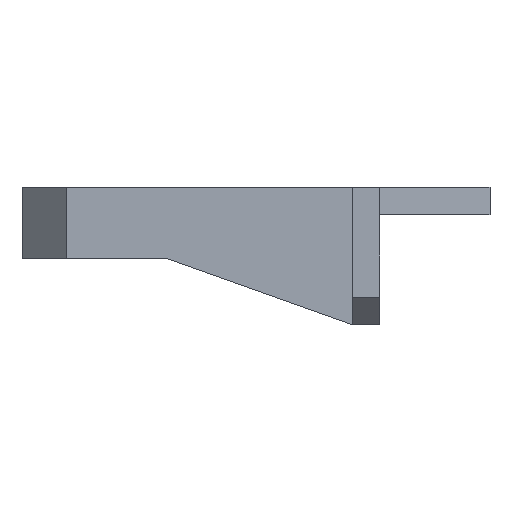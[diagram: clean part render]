
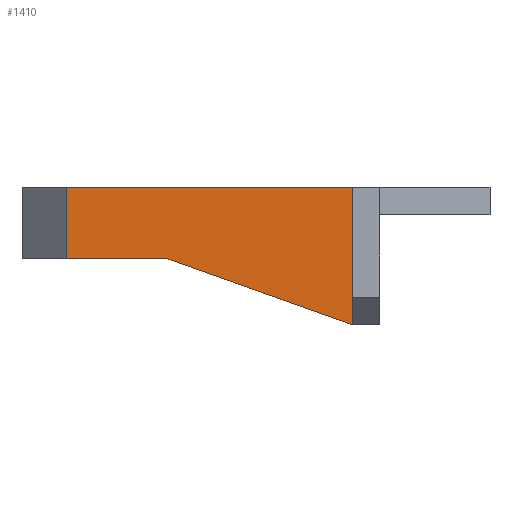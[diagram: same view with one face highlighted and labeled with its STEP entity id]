
A CAD part, front view. The second image highlights one B-rep face of the part: STEP entity #1410.
In plain terms, the highlighted planar face has unit normal (0, -1, 0).
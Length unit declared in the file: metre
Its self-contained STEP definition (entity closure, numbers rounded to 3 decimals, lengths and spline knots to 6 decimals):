
#73=LINE('',#2116,#235);
#92=LINE('',#2181,#254);
#93=LINE('',#2183,#255);
#94=LINE('',#2185,#256);
#95=LINE('',#2187,#257);
#235=VECTOR('',#1696,1.);
#254=VECTOR('',#1745,1.);
#255=VECTOR('',#1746,1.);
#256=VECTOR('',#1747,1.);
#257=VECTOR('',#1748,1.);
#450=ORIENTED_EDGE('',*,*,#842,.T.);
#451=ORIENTED_EDGE('',*,*,#843,.T.);
#452=ORIENTED_EDGE('',*,*,#844,.T.);
#453=ORIENTED_EDGE('',*,*,#845,.T.);
#454=ORIENTED_EDGE('',*,*,#809,.F.);
#809=EDGE_CURVE('',#1004,#1005,#73,.T.);
#842=EDGE_CURVE('',#1004,#1036,#92,.T.);
#843=EDGE_CURVE('',#1036,#1037,#93,.T.);
#844=EDGE_CURVE('',#1037,#1038,#94,.T.);
#845=EDGE_CURVE('',#1038,#1005,#95,.T.);
#1004=VERTEX_POINT('',#2115);
#1005=VERTEX_POINT('',#2117);
#1036=VERTEX_POINT('',#2182);
#1037=VERTEX_POINT('',#2184);
#1038=VERTEX_POINT('',#2186);
#1147=EDGE_LOOP('',(#450,#451,#452,#453,#454));
#1259=FACE_BOUND('',#1147,.T.);
#1351=PLANE('',#1529);
#1410=ADVANCED_FACE('',(#1259),#1351,.T.);
#1529=AXIS2_PLACEMENT_3D('',#2180,#1743,#1744);
#1696=DIRECTION('',(1.,0.,0.));
#1743=DIRECTION('',(0.,-1.,0.));
#1744=DIRECTION('',(-1.,0.,0.));
#1745=DIRECTION('',(0.,0.,-1.));
#1746=DIRECTION('',(1.,0.,0.));
#1747=DIRECTION('',(0.942,0.,-0.336));
#1748=DIRECTION('',(0.,0.,1.));
#2115=CARTESIAN_POINT('',(0.039493,0.0314,0.046526));
#2116=CARTESIAN_POINT('',(0.104507,0.0314,0.046526));
#2117=CARTESIAN_POINT('',(0.0915,0.0314,0.046526));
#2180=CARTESIAN_POINT('',(0.076,0.0314,0.034026));
#2181=CARTESIAN_POINT('',(0.039493,0.0314,0.034026));
#2182=CARTESIAN_POINT('',(0.039493,0.0314,0.033526));
#2183=CARTESIAN_POINT('',(0.048694,0.0314,0.033526));
#2184=CARTESIAN_POINT('',(0.057896,0.0314,0.033526));
#2185=CARTESIAN_POINT('',(0.063497,0.0314,0.031526));
#2186=CARTESIAN_POINT('',(0.0915,0.0314,0.021526));
#2187=CARTESIAN_POINT('',(0.0915,0.0314,0.031526));
